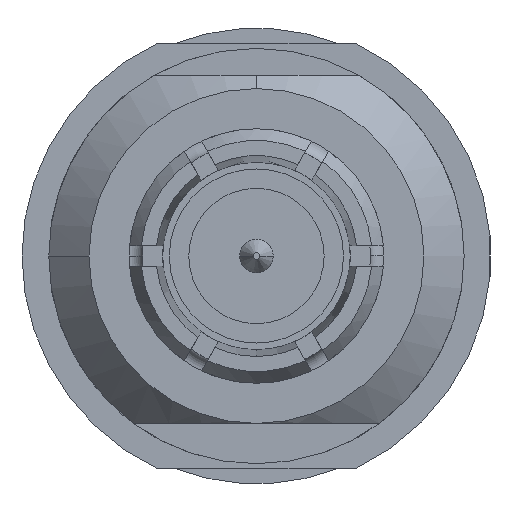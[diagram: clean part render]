
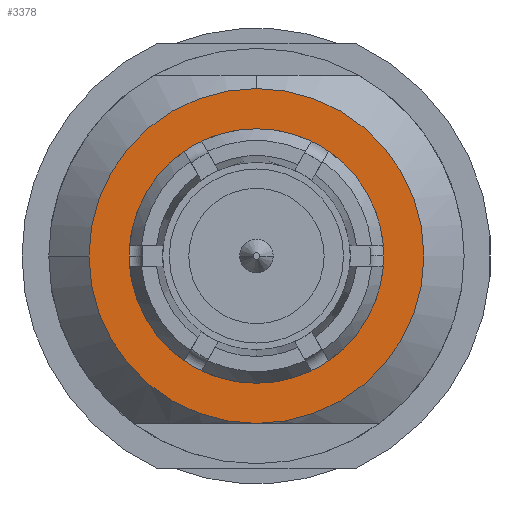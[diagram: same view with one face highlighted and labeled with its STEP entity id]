
A CAD part, left-side view. The second image highlights one B-rep face of the part: STEP entity #3378.
In plain terms, the highlighted planar face has unit normal (-1, 0, 0).
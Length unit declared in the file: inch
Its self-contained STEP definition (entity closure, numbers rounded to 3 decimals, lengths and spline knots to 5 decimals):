
#215 = DIRECTION ( 'NONE',  ( 0., 1., 0. ) ) ;
#240 = PLANE ( 'NONE',  #1153 ) ;
#338 = ORIENTED_EDGE ( 'NONE', *, *, #3787, .T. ) ;
#340 = CIRCLE ( 'NONE', #2437, 0.0748 ) ;
#431 = CARTESIAN_POINT ( 'NONE',  ( 0.17323, 0., 0. ) ) ;
#514 = AXIS2_PLACEMENT_3D ( 'NONE', #431, #2716, #4681 ) ;
#580 = CIRCLE ( 'NONE', #2280, 0.09843 ) ;
#601 = EDGE_CURVE ( 'NONE', #1867, #4005, #1580, .T. ) ;
#725 = EDGE_LOOP ( 'NONE', ( #338, #1601 ) ) ;
#772 = CARTESIAN_POINT ( 'NONE',  ( 0.17323, 0., 0. ) ) ;
#965 = EDGE_CURVE ( 'NONE', #4005, #1738, #2943, .T. ) ;
#981 = AXIS2_PLACEMENT_3D ( 'NONE', #3731, #3875, #1556 ) ;
#1153 = AXIS2_PLACEMENT_3D ( 'NONE', #2566, #2995, #3355 ) ;
#1383 = CIRCLE ( 'NONE', #981, 0.0748 ) ;
#1480 = DIRECTION ( 'NONE',  ( 1., 0., 0. ) ) ;
#1556 = DIRECTION ( 'NONE',  ( 0., -1., 0. ) ) ;
#1580 = CIRCLE ( 'NONE', #514, 0.09843 ) ;
#1601 = ORIENTED_EDGE ( 'NONE', *, *, #2700, .T. ) ;
#1738 = VERTEX_POINT ( 'NONE', #5034 ) ;
#1786 = CARTESIAN_POINT ( 'NONE',  ( 0.17323, 0., 0. ) ) ;
#1815 = FACE_OUTER_BOUND ( 'NONE', #3926, .T. ) ;
#1867 = VERTEX_POINT ( 'NONE', #2828 ) ;
#2280 = AXIS2_PLACEMENT_3D ( 'NONE', #1786, #3376, #215 ) ;
#2309 = DIRECTION ( 'NONE',  ( 0., 1., 0. ) ) ;
#2437 = AXIS2_PLACEMENT_3D ( 'NONE', #772, #1480, #2309 ) ;
#2566 = CARTESIAN_POINT ( 'NONE',  ( 0.17323, 0., 0. ) ) ;
#2700 = EDGE_CURVE ( 'NONE', #3803, #3820, #1383, .T. ) ;
#2716 = DIRECTION ( 'NONE',  ( -1., 0., 0. ) ) ;
#2828 = CARTESIAN_POINT ( 'NONE',  ( 0.17323, 0., -0.09843 ) ) ;
#2943 = CIRCLE ( 'NONE', #3508, 0.09843 ) ;
#2995 = DIRECTION ( 'NONE',  ( -1., 0., 0. ) ) ;
#3283 = ORIENTED_EDGE ( 'NONE', *, *, #3358, .T. ) ;
#3341 = CARTESIAN_POINT ( 'NONE',  ( 0.17323, 0., 0. ) ) ;
#3355 = DIRECTION ( 'NONE',  ( 0., 0., 1. ) ) ;
#3358 = EDGE_CURVE ( 'NONE', #1738, #1867, #580, .T. ) ;
#3376 = DIRECTION ( 'NONE',  ( -1., 0., 0. ) ) ;
#3378 = ADVANCED_FACE ( 'NONE', ( #3400, #1815 ), #240, .T. ) ;
#3400 = FACE_BOUND ( 'NONE', #725, .T. ) ;
#3508 = AXIS2_PLACEMENT_3D ( 'NONE', #3341, #4524, #4925 ) ;
#3678 = CARTESIAN_POINT ( 'NONE',  ( 0.17323, 0., 0.09843 ) ) ;
#3731 = CARTESIAN_POINT ( 'NONE',  ( 0.17323, 0., 0. ) ) ;
#3787 = EDGE_CURVE ( 'NONE', #3820, #3803, #340, .T. ) ;
#3803 = VERTEX_POINT ( 'NONE', #4350 ) ;
#3820 = VERTEX_POINT ( 'NONE', #4403 ) ;
#3872 = ORIENTED_EDGE ( 'NONE', *, *, #965, .T. ) ;
#3875 = DIRECTION ( 'NONE',  ( 1., 0., 0. ) ) ;
#3926 = EDGE_LOOP ( 'NONE', ( #3950, #3872, #3283 ) ) ;
#3950 = ORIENTED_EDGE ( 'NONE', *, *, #601, .T. ) ;
#4005 = VERTEX_POINT ( 'NONE', #3678 ) ;
#4350 = CARTESIAN_POINT ( 'NONE',  ( 0.17323, -0.0748, 0. ) ) ;
#4403 = CARTESIAN_POINT ( 'NONE',  ( 0.17323, 0.0748, 0. ) ) ;
#4524 = DIRECTION ( 'NONE',  ( -1., 0., 0. ) ) ;
#4681 = DIRECTION ( 'NONE',  ( 0., 0., -1. ) ) ;
#4925 = DIRECTION ( 'NONE',  ( 0., 0., -1. ) ) ;
#5034 = CARTESIAN_POINT ( 'NONE',  ( 0.17323, 0.09843, 0. ) ) ;
